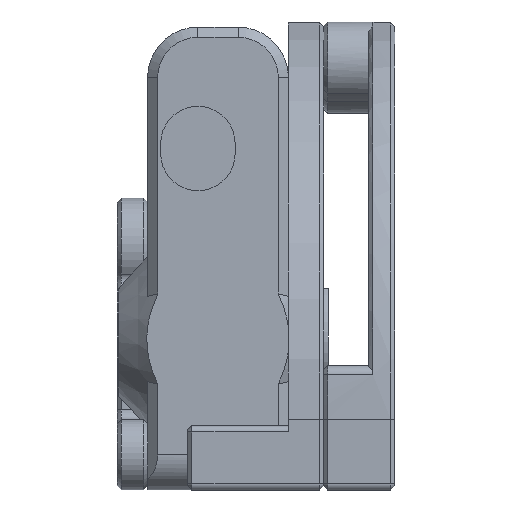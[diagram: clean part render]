
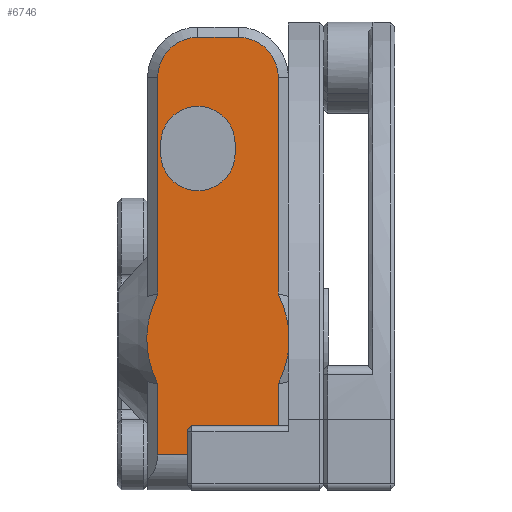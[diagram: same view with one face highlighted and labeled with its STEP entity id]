
A CAD part, front view. The second image highlights one B-rep face of the part: STEP entity #6746.
In plain terms, the highlighted planar face has unit normal (0, -1, 0).
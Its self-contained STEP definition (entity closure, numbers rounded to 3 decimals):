
#54=(
BOUNDED_CURVE()
B_SPLINE_CURVE(2,(#12295,#12296,#12297),.UNSPECIFIED.,.F.,.F.)
B_SPLINE_CURVE_WITH_KNOTS((3,3),(1.146,1.482),
 .UNSPECIFIED.)
CURVE()
GEOMETRIC_REPRESENTATION_ITEM()
RATIONAL_B_SPLINE_CURVE((1.327,1.338,1.327))
REPRESENTATION_ITEM('')
);
#55=(
BOUNDED_CURVE()
B_SPLINE_CURVE(2,(#12298,#12299,#12300),.UNSPECIFIED.,.F.,.F.)
B_SPLINE_CURVE_WITH_KNOTS((3,3),(-1.943,-1.482),
 .UNSPECIFIED.)
CURVE()
GEOMETRIC_REPRESENTATION_ITEM()
RATIONAL_B_SPLINE_CURVE((1.256,1.312,1.327))
REPRESENTATION_ITEM('')
);
#57=(
BOUNDED_CURVE()
B_SPLINE_CURVE(2,(#12306,#12307,#12308),.UNSPECIFIED.,.F.,.F.)
B_SPLINE_CURVE_WITH_KNOTS((3,3),(-1.146,-0.685),
 .UNSPECIFIED.)
CURVE()
GEOMETRIC_REPRESENTATION_ITEM()
RATIONAL_B_SPLINE_CURVE((1.327,1.312,1.256))
REPRESENTATION_ITEM('')
);
#59=(
BOUNDED_CURVE()
B_SPLINE_CURVE(2,(#12316,#12317,#12318),.UNSPECIFIED.,.F.,.F.)
B_SPLINE_CURVE_WITH_KNOTS((3,3),(-1.146,-0.685),
 .UNSPECIFIED.)
CURVE()
GEOMETRIC_REPRESENTATION_ITEM()
RATIONAL_B_SPLINE_CURVE((1.327,1.312,1.256))
REPRESENTATION_ITEM('')
);
#60=(
BOUNDED_CURVE()
B_SPLINE_CURVE(2,(#12320,#12321,#12322),.UNSPECIFIED.,.F.,.F.)
B_SPLINE_CURVE_WITH_KNOTS((3,3),(1.146,1.482),
 .UNSPECIFIED.)
CURVE()
GEOMETRIC_REPRESENTATION_ITEM()
RATIONAL_B_SPLINE_CURVE((1.327,1.338,1.327))
REPRESENTATION_ITEM('')
);
#61=(
BOUNDED_CURVE()
B_SPLINE_CURVE(2,(#12323,#12324,#12325),.UNSPECIFIED.,.F.,.F.)
B_SPLINE_CURVE_WITH_KNOTS((3,3),(-1.943,-1.482),
 .UNSPECIFIED.)
CURVE()
GEOMETRIC_REPRESENTATION_ITEM()
RATIONAL_B_SPLINE_CURVE((1.256,1.312,1.327))
REPRESENTATION_ITEM('')
);
#338=FACE_BOUND('',#1248,.T.);
#457=PLANE('',#7548);
#810=FACE_OUTER_BOUND('',#1247,.T.);
#1247=EDGE_LOOP('',(#5979,#5980,#5981,#5982,#5983,#5984,#5985,#5986,#5987,
#5988,#5989,#5990,#5991,#5992));
#1248=EDGE_LOOP('',(#5993,#5994,#5995,#5996));
#1712=LINE('',#12198,#2197);
#1714=LINE('',#12209,#2199);
#1717=LINE('',#12222,#2202);
#1720=LINE('',#12230,#2205);
#1722=LINE('',#12240,#2207);
#1723=LINE('',#12243,#2208);
#1736=LINE('',#12339,#2221);
#1740=LINE('',#12349,#2225);
#2197=VECTOR('',#9359,10.);
#2199=VECTOR('',#9371,10.);
#2202=VECTOR('',#9380,10.);
#2205=VECTOR('',#9389,10.);
#2207=VECTOR('',#9397,10.);
#2208=VECTOR('',#9400,10.);
#2221=VECTOR('',#9451,10.);
#2225=VECTOR('',#9463,10.);
#2640=CIRCLE('',#7516,4.);
#2641=CIRCLE('',#7519,4.);
#2651=CIRCLE('',#7539,3.7);
#2653=CIRCLE('',#7543,3.7);
#3206=VERTEX_POINT('',#12189);
#3209=VERTEX_POINT('',#12194);
#3213=VERTEX_POINT('',#12208);
#3216=VERTEX_POINT('',#12216);
#3217=VERTEX_POINT('',#12220);
#3218=VERTEX_POINT('',#12224);
#3219=VERTEX_POINT('',#12228);
#3220=VERTEX_POINT('',#12232);
#3221=VERTEX_POINT('',#12236);
#3222=VERTEX_POINT('',#12242);
#3236=VERTEX_POINT('',#12293);
#3237=VERTEX_POINT('',#12294);
#3240=VERTEX_POINT('',#12315);
#3241=VERTEX_POINT('',#12319);
#3244=VERTEX_POINT('',#12330);
#3245=VERTEX_POINT('',#12332);
#3247=VERTEX_POINT('',#12338);
#3249=VERTEX_POINT('',#12344);
#4122=EDGE_CURVE('',#3209,#3206,#1712,.T.);
#4127=EDGE_CURVE('',#3206,#3213,#1714,.T.);
#4133=EDGE_CURVE('',#3217,#3216,#1717,.T.);
#4135=EDGE_CURVE('',#3218,#3217,#2640,.T.);
#4137=EDGE_CURVE('',#3219,#3218,#1720,.T.);
#4139=EDGE_CURVE('',#3220,#3219,#2641,.T.);
#4141=EDGE_CURVE('',#3221,#3220,#1722,.T.);
#4142=EDGE_CURVE('',#3213,#3222,#1723,.T.);
#4163=EDGE_CURVE('',#3236,#3237,#54,.F.);
#4164=EDGE_CURVE('',#3209,#3236,#55,.T.);
#4167=EDGE_CURVE('',#3237,#3216,#57,.T.);
#4170=EDGE_CURVE('',#3240,#3222,#59,.T.);
#4171=EDGE_CURVE('',#3241,#3240,#60,.F.);
#4172=EDGE_CURVE('',#3221,#3241,#61,.T.);
#4175=EDGE_CURVE('',#3245,#3244,#2651,.T.);
#4178=EDGE_CURVE('',#3247,#3245,#1736,.T.);
#4181=EDGE_CURVE('',#3249,#3247,#2653,.T.);
#4184=EDGE_CURVE('',#3244,#3249,#1740,.T.);
#5979=ORIENTED_EDGE('',*,*,#4164,.T.);
#5980=ORIENTED_EDGE('',*,*,#4163,.T.);
#5981=ORIENTED_EDGE('',*,*,#4167,.T.);
#5982=ORIENTED_EDGE('',*,*,#4133,.F.);
#5983=ORIENTED_EDGE('',*,*,#4135,.F.);
#5984=ORIENTED_EDGE('',*,*,#4137,.F.);
#5985=ORIENTED_EDGE('',*,*,#4139,.F.);
#5986=ORIENTED_EDGE('',*,*,#4141,.F.);
#5987=ORIENTED_EDGE('',*,*,#4172,.T.);
#5988=ORIENTED_EDGE('',*,*,#4171,.T.);
#5989=ORIENTED_EDGE('',*,*,#4170,.T.);
#5990=ORIENTED_EDGE('',*,*,#4142,.F.);
#5991=ORIENTED_EDGE('',*,*,#4127,.F.);
#5992=ORIENTED_EDGE('',*,*,#4122,.F.);
#5993=ORIENTED_EDGE('',*,*,#4175,.T.);
#5994=ORIENTED_EDGE('',*,*,#4184,.T.);
#5995=ORIENTED_EDGE('',*,*,#4181,.T.);
#5996=ORIENTED_EDGE('',*,*,#4178,.T.);
#6746=ADVANCED_FACE('',(#810,#338),#457,.T.);
#7516=AXIS2_PLACEMENT_3D('',#12226,#9384,#9385);
#7519=AXIS2_PLACEMENT_3D('',#12234,#9393,#9394);
#7539=AXIS2_PLACEMENT_3D('',#12333,#9445,#9446);
#7543=AXIS2_PLACEMENT_3D('',#12345,#9457,#9458);
#7548=AXIS2_PLACEMENT_3D('',#12354,#9471,#9472);
#9359=DIRECTION('',(0.,0.,-1.));
#9371=DIRECTION('',(-1.,0.,0.));
#9380=DIRECTION('',(0.,0.,-1.));
#9384=DIRECTION('center_axis',(0.,1.,0.));
#9385=DIRECTION('ref_axis',(0.707,0.,0.707));
#9389=DIRECTION('',(1.,0.,0.));
#9393=DIRECTION('center_axis',(0.,1.,0.));
#9394=DIRECTION('ref_axis',(-0.707,0.,0.707));
#9397=DIRECTION('',(0.,0.,1.));
#9400=DIRECTION('',(0.,0.,1.));
#9445=DIRECTION('center_axis',(0.,1.,0.));
#9446=DIRECTION('ref_axis',(1.,0.,0.));
#9451=DIRECTION('',(0.,0.,1.));
#9457=DIRECTION('center_axis',(0.,1.,0.));
#9458=DIRECTION('ref_axis',(-1.,0.,0.));
#9463=DIRECTION('',(0.,0.,-1.));
#9471=DIRECTION('center_axis',(0.,-1.,0.));
#9472=DIRECTION('ref_axis',(0.,0.,1.));
#12189=CARTESIAN_POINT('',(-11.575,-17.327,-11.5));
#12194=CARTESIAN_POINT('',(-11.575,-17.327,-4.482));
#12198=CARTESIAN_POINT('',(-11.575,-17.327,-1.75));
#12208=CARTESIAN_POINT('',(-23.575,-17.327,-11.5));
#12209=CARTESIAN_POINT('',(-10.575,-17.327,-11.5));
#12216=CARTESIAN_POINT('',(-11.575,-17.327,4.482));
#12220=CARTESIAN_POINT('',(-11.575,-17.327,26.));
#12222=CARTESIAN_POINT('',(-11.575,-17.327,-1.75));
#12224=CARTESIAN_POINT('',(-15.575,-17.327,30.));
#12226=CARTESIAN_POINT('Origin',(-15.575,-17.327,26.));
#12228=CARTESIAN_POINT('',(-19.575,-17.327,30.));
#12230=CARTESIAN_POINT('',(-10.575,-17.327,30.));
#12232=CARTESIAN_POINT('',(-23.575,-17.327,26.));
#12234=CARTESIAN_POINT('Origin',(-19.575,-17.327,26.));
#12236=CARTESIAN_POINT('',(-23.575,-17.327,4.482));
#12240=CARTESIAN_POINT('',(-23.575,-17.327,-1.75));
#12242=CARTESIAN_POINT('',(-23.575,-17.327,-4.482));
#12243=CARTESIAN_POINT('',(-23.575,-17.327,-1.75));
#12293=CARTESIAN_POINT('',(-10.575,-17.327,-1.135));
#12294=CARTESIAN_POINT('',(-10.575,-17.327,1.135));
#12295=CARTESIAN_POINT('Ctrl Pts',(-10.575,-17.327,1.135));
#12296=CARTESIAN_POINT('Ctrl Pts',(-10.43,-17.327,
0.));
#12297=CARTESIAN_POINT('Ctrl Pts',(-10.575,-17.327,-1.135));
#12298=CARTESIAN_POINT('Ctrl Pts',(-11.575,-17.327,-4.482));
#12299=CARTESIAN_POINT('Ctrl Pts',(-10.777,-17.327,-2.72));
#12300=CARTESIAN_POINT('Ctrl Pts',(-10.575,-17.327,-1.135));
#12306=CARTESIAN_POINT('Ctrl Pts',(-10.575,-17.327,1.135));
#12307=CARTESIAN_POINT('Ctrl Pts',(-10.777,-17.327,
2.72));
#12308=CARTESIAN_POINT('Ctrl Pts',(-11.575,-17.327,4.482));
#12315=CARTESIAN_POINT('',(-24.575,-17.327,-1.135));
#12316=CARTESIAN_POINT('Ctrl Pts',(-24.575,-17.327,-1.135));
#12317=CARTESIAN_POINT('Ctrl Pts',(-24.373,-17.327,
-2.72));
#12318=CARTESIAN_POINT('Ctrl Pts',(-23.575,-17.327,-4.482));
#12319=CARTESIAN_POINT('',(-24.575,-17.327,1.135));
#12320=CARTESIAN_POINT('Ctrl Pts',(-24.575,-17.327,-1.135));
#12321=CARTESIAN_POINT('Ctrl Pts',(-24.72,-17.327,
0.));
#12322=CARTESIAN_POINT('Ctrl Pts',(-24.575,-17.327,1.135));
#12323=CARTESIAN_POINT('Ctrl Pts',(-23.575,-17.327,4.482));
#12324=CARTESIAN_POINT('Ctrl Pts',(-24.373,-17.327,2.72));
#12325=CARTESIAN_POINT('Ctrl Pts',(-24.575,-17.327,1.135));
#12330=CARTESIAN_POINT('',(-15.875,-17.327,19.441));
#12332=CARTESIAN_POINT('',(-23.275,-17.327,19.441));
#12333=CARTESIAN_POINT('Origin',(-19.575,-17.327,19.441));
#12338=CARTESIAN_POINT('',(-23.275,-17.327,18.441));
#12339=CARTESIAN_POINT('',(-23.275,-17.327,3.471));
#12344=CARTESIAN_POINT('',(-15.875,-17.327,18.441));
#12345=CARTESIAN_POINT('Origin',(-19.575,-17.327,18.441));
#12349=CARTESIAN_POINT('',(-15.875,-17.327,3.971));
#12354=CARTESIAN_POINT('Origin',(-10.575,-17.327,-11.5));
